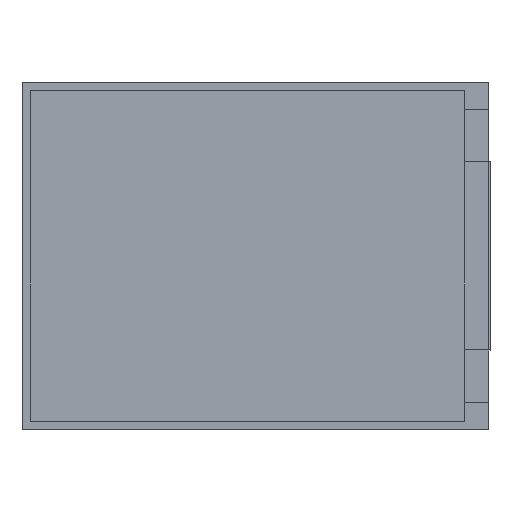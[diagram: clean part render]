
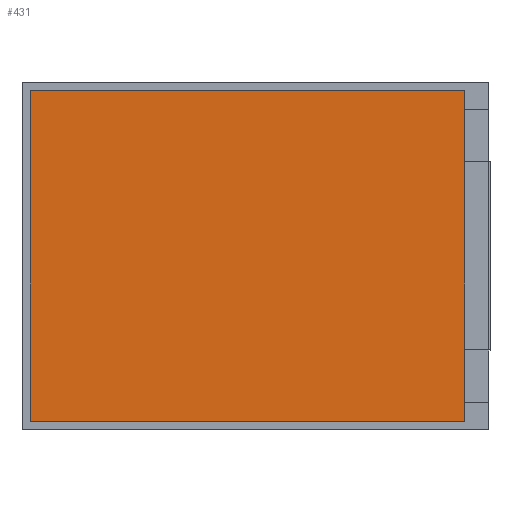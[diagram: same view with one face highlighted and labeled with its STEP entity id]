
A CAD part, top view. The second image highlights one B-rep face of the part: STEP entity #431.
In plain terms, the highlighted planar face has unit normal (0, 0, 1).
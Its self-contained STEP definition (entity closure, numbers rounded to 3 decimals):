
#32=FACE_OUTER_BOUND('',#53,.T.);
#53=EDGE_LOOP('',(#338,#339,#340,#341));
#101=LINE('',#670,#156);
#102=LINE('',#672,#157);
#103=LINE('',#674,#158);
#104=LINE('',#675,#159);
#156=VECTOR('',#554,10.);
#157=VECTOR('',#555,10.);
#158=VECTOR('',#556,10.);
#159=VECTOR('',#557,10.);
#199=VERTEX_POINT('',#668);
#200=VERTEX_POINT('',#669);
#201=VERTEX_POINT('',#671);
#202=VERTEX_POINT('',#673);
#251=EDGE_CURVE('',#199,#200,#101,.T.);
#252=EDGE_CURVE('',#200,#201,#102,.T.);
#253=EDGE_CURVE('',#201,#202,#103,.T.);
#254=EDGE_CURVE('',#202,#199,#104,.T.);
#338=ORIENTED_EDGE('',*,*,#251,.T.);
#339=ORIENTED_EDGE('',*,*,#252,.T.);
#340=ORIENTED_EDGE('',*,*,#253,.T.);
#341=ORIENTED_EDGE('',*,*,#254,.T.);
#392=PLANE('',#468);
#431=ADVANCED_FACE('',(#32),#392,.T.);
#468=AXIS2_PLACEMENT_3D('',#667,#552,#553);
#552=DIRECTION('center_axis',(0.,0.,1.));
#553=DIRECTION('ref_axis',(1.,0.,0.));
#554=DIRECTION('',(0.,1.,0.));
#555=DIRECTION('',(-1.,0.,0.));
#556=DIRECTION('',(0.,-1.,0.));
#557=DIRECTION('',(1.,0.,0.));
#667=CARTESIAN_POINT('Origin',(-27.641,17.5,4.15));
#668=CARTESIAN_POINT('',(-7.53,1.33,4.15));
#669=CARTESIAN_POINT('',(-7.53,33.67,4.15));
#670=CARTESIAN_POINT('',(-7.53,0.5,4.15));
#671=CARTESIAN_POINT('',(-50.02,33.67,4.15));
#672=CARTESIAN_POINT('',(-7.53,33.67,4.15));
#673=CARTESIAN_POINT('',(-50.02,1.33,4.15));
#674=CARTESIAN_POINT('',(-50.02,34.5,4.15));
#675=CARTESIAN_POINT('',(-50.85,1.33,4.15));
